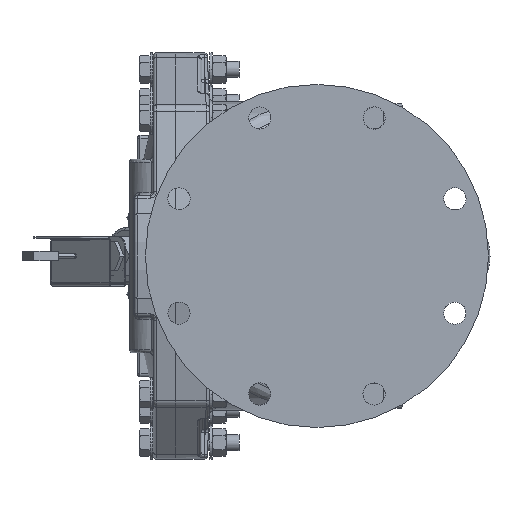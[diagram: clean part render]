
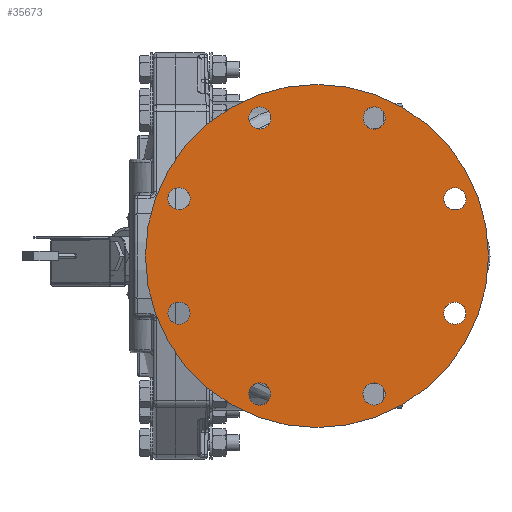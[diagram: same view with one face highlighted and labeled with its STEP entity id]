
A CAD part, left-side view. The second image highlights one B-rep face of the part: STEP entity #35673.
In plain terms, the highlighted planar face has unit normal (-1, 0, 0).
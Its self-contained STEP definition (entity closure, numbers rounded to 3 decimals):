
#1336=CARTESIAN_POINT('',(-9.75,2.248,5.428));
#1337=DIRECTION('',(1.,0.,0.));
#1338=DIRECTION('',(0.,0.,-1.));
#1339=AXIS2_PLACEMENT_3D('',#1336,#1337,#1338);
#1341=CARTESIAN_POINT('',(-9.75,2.248,5.428));
#1342=DIRECTION('',(1.,0.,0.));
#1343=DIRECTION('',(0.,0.,1.));
#1344=AXIS2_PLACEMENT_3D('',#1341,#1342,#1343);
#1346=CARTESIAN_POINT('',(-9.75,5.428,2.248));
#1347=DIRECTION('',(1.,0.,0.));
#1348=DIRECTION('',(0.,-0.707,-0.707));
#1349=AXIS2_PLACEMENT_3D('',#1346,#1347,#1348);
#1351=CARTESIAN_POINT('',(-9.75,5.428,2.248));
#1352=DIRECTION('',(1.,0.,0.));
#1353=DIRECTION('',(0.,0.707,0.707));
#1354=AXIS2_PLACEMENT_3D('',#1351,#1352,#1353);
#1356=CARTESIAN_POINT('',(-9.75,5.428,-2.248));
#1357=DIRECTION('',(1.,0.,0.));
#1358=DIRECTION('',(0.,-1.,0.));
#1359=AXIS2_PLACEMENT_3D('',#1356,#1357,#1358);
#1361=CARTESIAN_POINT('',(-9.75,5.428,-2.248));
#1362=DIRECTION('',(1.,0.,0.));
#1363=DIRECTION('',(0.,1.,0.));
#1364=AXIS2_PLACEMENT_3D('',#1361,#1362,#1363);
#1366=CARTESIAN_POINT('',(-9.75,2.248,-5.428));
#1367=DIRECTION('',(1.,0.,0.));
#1368=DIRECTION('',(0.,-0.707,0.707));
#1369=AXIS2_PLACEMENT_3D('',#1366,#1367,#1368);
#1371=CARTESIAN_POINT('',(-9.75,2.248,-5.428));
#1372=DIRECTION('',(1.,0.,0.));
#1373=DIRECTION('',(0.,0.707,-0.707));
#1374=AXIS2_PLACEMENT_3D('',#1371,#1372,#1373);
#1376=CARTESIAN_POINT('',(-9.75,-2.248,-5.428));
#1377=DIRECTION('',(1.,0.,0.));
#1378=DIRECTION('',(0.,0.,1.));
#1379=AXIS2_PLACEMENT_3D('',#1376,#1377,#1378);
#1381=CARTESIAN_POINT('',(-9.75,-2.248,-5.428));
#1382=DIRECTION('',(1.,0.,0.));
#1383=DIRECTION('',(0.,0.,-1.));
#1384=AXIS2_PLACEMENT_3D('',#1381,#1382,#1383);
#1386=CARTESIAN_POINT('',(-9.75,-5.428,-2.248));
#1387=DIRECTION('',(1.,0.,0.));
#1388=DIRECTION('',(0.,0.707,0.707));
#1389=AXIS2_PLACEMENT_3D('',#1386,#1387,#1388);
#1391=CARTESIAN_POINT('',(-9.75,-5.428,-2.248));
#1392=DIRECTION('',(1.,0.,0.));
#1393=DIRECTION('',(0.,-0.707,-0.707));
#1394=AXIS2_PLACEMENT_3D('',#1391,#1392,#1393);
#1396=CARTESIAN_POINT('',(-9.75,-5.428,2.248));
#1397=DIRECTION('',(1.,0.,0.));
#1398=DIRECTION('',(0.,1.,0.));
#1399=AXIS2_PLACEMENT_3D('',#1396,#1397,#1398);
#1401=CARTESIAN_POINT('',(-9.75,-5.428,2.248));
#1402=DIRECTION('',(1.,0.,0.));
#1403=DIRECTION('',(0.,-1.,0.));
#1404=AXIS2_PLACEMENT_3D('',#1401,#1402,#1403);
#1406=CARTESIAN_POINT('',(-9.75,-2.248,5.428));
#1407=DIRECTION('',(1.,0.,0.));
#1408=DIRECTION('',(0.,0.707,-0.707));
#1409=AXIS2_PLACEMENT_3D('',#1406,#1407,#1408);
#1411=CARTESIAN_POINT('',(-9.75,-2.248,5.428));
#1412=DIRECTION('',(1.,0.,0.));
#1413=DIRECTION('',(0.,-0.707,0.707));
#1414=AXIS2_PLACEMENT_3D('',#1411,#1412,#1413);
#1416=CARTESIAN_POINT('',(-9.75,0.,0.));
#1417=DIRECTION('',(1.,0.,0.));
#1418=DIRECTION('',(0.,1.,0.));
#1419=AXIS2_PLACEMENT_3D('',#1416,#1417,#1418);
#1426=CARTESIAN_POINT('',(-9.75,0.,0.));
#1427=DIRECTION('',(1.,0.,0.));
#1428=DIRECTION('',(0.,-1.,0.));
#1429=AXIS2_PLACEMENT_3D('',#1426,#1427,#1428);
#33254=CARTESIAN_POINT('',(-9.75,6.75,0.));
#33255=CARTESIAN_POINT('',(-9.75,-6.75,0.));
#33256=VERTEX_POINT('',#33254);
#33257=VERTEX_POINT('',#33255);
#35550=CARTESIAN_POINT('',(-9.75,2.248,4.99));
#35552=VERTEX_POINT('',#35550);
#35554=CARTESIAN_POINT('',(-9.75,2.248,5.865));
#35556=VERTEX_POINT('',#35554);
#35558=CARTESIAN_POINT('',(-9.75,5.118,1.939));
#35560=VERTEX_POINT('',#35558);
#35562=CARTESIAN_POINT('',(-9.75,5.737,2.558));
#35564=VERTEX_POINT('',#35562);
#35566=CARTESIAN_POINT('',(-9.75,4.99,-2.248));
#35568=VERTEX_POINT('',#35566);
#35570=CARTESIAN_POINT('',(-9.75,5.865,-2.248));
#35572=VERTEX_POINT('',#35570);
#35574=CARTESIAN_POINT('',(-9.75,1.939,-5.118));
#35576=VERTEX_POINT('',#35574);
#35578=CARTESIAN_POINT('',(-9.75,2.558,-5.737));
#35580=VERTEX_POINT('',#35578);
#35582=CARTESIAN_POINT('',(-9.75,-2.248,-4.99));
#35584=VERTEX_POINT('',#35582);
#35586=CARTESIAN_POINT('',(-9.75,-2.248,-5.865));
#35588=VERTEX_POINT('',#35586);
#35590=CARTESIAN_POINT('',(-9.75,-5.118,-1.939));
#35592=VERTEX_POINT('',#35590);
#35594=CARTESIAN_POINT('',(-9.75,-5.737,-2.558));
#35596=VERTEX_POINT('',#35594);
#35598=CARTESIAN_POINT('',(-9.75,-4.99,2.248));
#35600=VERTEX_POINT('',#35598);
#35602=CARTESIAN_POINT('',(-9.75,-5.865,2.248));
#35604=VERTEX_POINT('',#35602);
#35606=CARTESIAN_POINT('',(-9.75,-1.939,5.118));
#35608=VERTEX_POINT('',#35606);
#35610=CARTESIAN_POINT('',(-9.75,-2.558,5.737));
#35612=VERTEX_POINT('',#35610);
#35614=CARTESIAN_POINT('',(-9.75,-10.,-10.));
#35615=DIRECTION('',(1.,0.,0.));
#35616=DIRECTION('',(0.,1.,0.));
#35617=AXIS2_PLACEMENT_3D('',#35614,#35615,#35616);
#35618=PLANE('',#35617);
#35620=ORIENTED_EDGE('',*,*,#35619,.T.);
#35622=ORIENTED_EDGE('',*,*,#35621,.T.);
#35623=EDGE_LOOP('',(#35620,#35622));
#35624=FACE_OUTER_BOUND('',#35623,.F.);
#35626=ORIENTED_EDGE('',*,*,#35625,.F.);
#35628=ORIENTED_EDGE('',*,*,#35627,.F.);
#35629=EDGE_LOOP('',(#35626,#35628));
#35630=FACE_BOUND('',#35629,.F.);
#35632=ORIENTED_EDGE('',*,*,#35631,.F.);
#35634=ORIENTED_EDGE('',*,*,#35633,.F.);
#35635=EDGE_LOOP('',(#35632,#35634));
#35636=FACE_BOUND('',#35635,.F.);
#35638=ORIENTED_EDGE('',*,*,#35637,.F.);
#35640=ORIENTED_EDGE('',*,*,#35639,.F.);
#35641=EDGE_LOOP('',(#35638,#35640));
#35642=FACE_BOUND('',#35641,.F.);
#35644=ORIENTED_EDGE('',*,*,#35643,.F.);
#35646=ORIENTED_EDGE('',*,*,#35645,.F.);
#35647=EDGE_LOOP('',(#35644,#35646));
#35648=FACE_BOUND('',#35647,.F.);
#35650=ORIENTED_EDGE('',*,*,#35649,.F.);
#35652=ORIENTED_EDGE('',*,*,#35651,.F.);
#35653=EDGE_LOOP('',(#35650,#35652));
#35654=FACE_BOUND('',#35653,.F.);
#35656=ORIENTED_EDGE('',*,*,#35655,.F.);
#35658=ORIENTED_EDGE('',*,*,#35657,.F.);
#35659=EDGE_LOOP('',(#35656,#35658));
#35660=FACE_BOUND('',#35659,.F.);
#35662=ORIENTED_EDGE('',*,*,#35661,.F.);
#35664=ORIENTED_EDGE('',*,*,#35663,.F.);
#35665=EDGE_LOOP('',(#35662,#35664));
#35666=FACE_BOUND('',#35665,.F.);
#35668=ORIENTED_EDGE('',*,*,#35667,.F.);
#35670=ORIENTED_EDGE('',*,*,#35669,.F.);
#35671=EDGE_LOOP('',(#35668,#35670));
#35672=FACE_BOUND('',#35671,.F.);
#1340=CIRCLE('',#1339,0.438);
#1345=CIRCLE('',#1344,0.438);
#1350=CIRCLE('',#1349,0.438);
#1355=CIRCLE('',#1354,0.438);
#1360=CIRCLE('',#1359,0.438);
#1365=CIRCLE('',#1364,0.438);
#1370=CIRCLE('',#1369,0.438);
#1375=CIRCLE('',#1374,0.438);
#1380=CIRCLE('',#1379,0.438);
#1385=CIRCLE('',#1384,0.438);
#1390=CIRCLE('',#1389,0.438);
#1395=CIRCLE('',#1394,0.438);
#1400=CIRCLE('',#1399,0.438);
#1405=CIRCLE('',#1404,0.438);
#1410=CIRCLE('',#1409,0.438);
#1415=CIRCLE('',#1414,0.438);
#1420=CIRCLE('',#1419,6.75);
#1430=CIRCLE('',#1429,6.75);
#35619=EDGE_CURVE('',#33256,#33257,#1420,.T.);
#35621=EDGE_CURVE('',#33257,#33256,#1430,.T.);
#35625=EDGE_CURVE('',#35552,#35556,#1340,.T.);
#35627=EDGE_CURVE('',#35556,#35552,#1345,.T.);
#35631=EDGE_CURVE('',#35560,#35564,#1350,.T.);
#35633=EDGE_CURVE('',#35564,#35560,#1355,.T.);
#35637=EDGE_CURVE('',#35568,#35572,#1360,.T.);
#35639=EDGE_CURVE('',#35572,#35568,#1365,.T.);
#35643=EDGE_CURVE('',#35576,#35580,#1370,.T.);
#35645=EDGE_CURVE('',#35580,#35576,#1375,.T.);
#35649=EDGE_CURVE('',#35584,#35588,#1380,.T.);
#35651=EDGE_CURVE('',#35588,#35584,#1385,.T.);
#35655=EDGE_CURVE('',#35592,#35596,#1390,.T.);
#35657=EDGE_CURVE('',#35596,#35592,#1395,.T.);
#35661=EDGE_CURVE('',#35600,#35604,#1400,.T.);
#35663=EDGE_CURVE('',#35604,#35600,#1405,.T.);
#35667=EDGE_CURVE('',#35608,#35612,#1410,.T.);
#35669=EDGE_CURVE('',#35612,#35608,#1415,.T.);
#35673=ADVANCED_FACE('',(#35624,#35630,#35636,#35642,#35648,#35654,#35660,
#35666,#35672),#35618,.F.);
